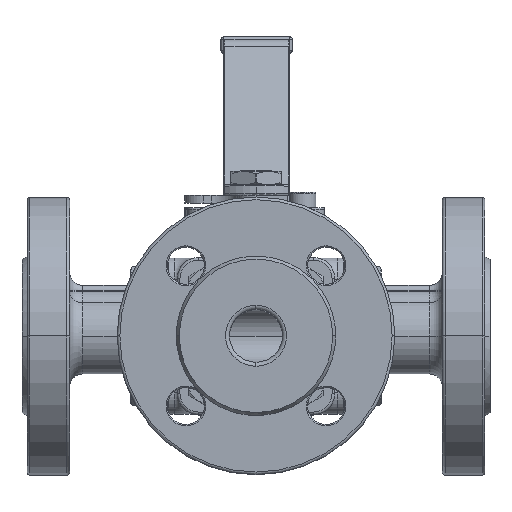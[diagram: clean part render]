
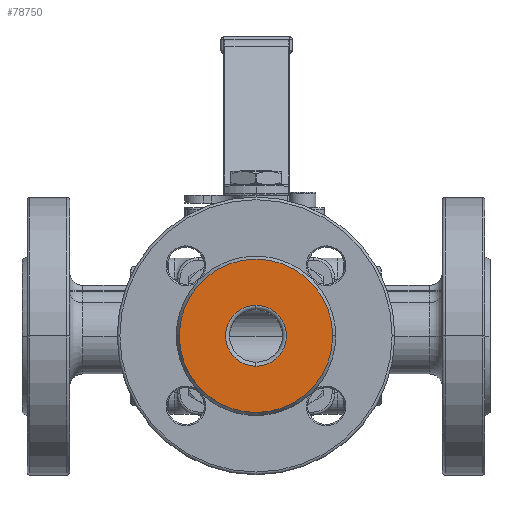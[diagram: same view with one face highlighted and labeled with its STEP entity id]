
A CAD part, top view. The second image highlights one B-rep face of the part: STEP entity #78750.
In plain terms, the highlighted planar face has unit normal (0, 0, 1).
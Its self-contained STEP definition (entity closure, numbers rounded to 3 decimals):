
#345 = FACE_BOUND ( 'NONE', #91062, .T. ) ;
#349 = FACE_OUTER_BOUND ( 'NONE', #61019, .T. ) ;
#993 = PLANE ( 'NONE',  #114474 ) ;
#1000 = CARTESIAN_POINT ( 'NONE',  ( 0., 0., 88.5 ) ) ;
#1001 = DIRECTION ( 'NONE',  ( 0., 0., -1. ) ) ;
#1002 = DIRECTION ( 'NONE',  ( -1., 0., 0. ) ) ;
#24869 = CARTESIAN_POINT ( 'NONE',  ( -29., 0., 88.5 ) ) ;
#35362 = VERTEX_POINT ( 'NONE', #24869 ) ;
#50011 = CARTESIAN_POINT ( 'NONE',  ( 0., 0., 88.5 ) ) ;
#50015 = DIRECTION ( 'NONE',  ( 0., 0., -1. ) ) ;
#50018 = DIRECTION ( 'NONE',  ( -1., 0., 0. ) ) ;
#50296 = CARTESIAN_POINT ( 'NONE',  ( 0., 0., 88.5 ) ) ;
#50299 = DIRECTION ( 'NONE',  ( 0., 0., -1. ) ) ;
#50301 = DIRECTION ( 'NONE',  ( 0., 1., 0. ) ) ;
#50830 = CARTESIAN_POINT ( 'NONE',  ( 0., 0., 88.5 ) ) ;
#50833 = DIRECTION ( 'NONE',  ( 0., 0., -1. ) ) ;
#50835 = DIRECTION ( 'NONE',  ( -1., 0., 0. ) ) ;
#52231 = CIRCLE ( 'NONE', #73650, 11.5 ) ;
#52362 = CIRCLE ( 'NONE', #73681, 29. ) ;
#54698 = CIRCLE ( 'NONE', #74128, 29. ) ;
#61019 = EDGE_LOOP ( 'NONE', ( #80435, #80436 ) ) ;
#73435 = AXIS2_PLACEMENT_3D ( 'NONE', #77689, #77691, #77693 ) ;
#73650 = AXIS2_PLACEMENT_3D ( 'NONE', #50296, #50299, #50301 ) ;
#73681 = AXIS2_PLACEMENT_3D ( 'NONE', #50830, #50833, #50835 ) ;
#74128 = AXIS2_PLACEMENT_3D ( 'NONE', #50011, #50015, #50018 ) ;
#75367 = CIRCLE ( 'NONE', #73435, 11.5 ) ;
#77680 = VERTEX_POINT ( 'NONE', #104131 ) ;
#77687 = VERTEX_POINT ( 'NONE', #104138 ) ;
#77689 = CARTESIAN_POINT ( 'NONE',  ( 0., 0., 88.5 ) ) ;
#77691 = DIRECTION ( 'NONE',  ( 0., 0., -1. ) ) ;
#77693 = DIRECTION ( 'NONE',  ( 0., 1., 0. ) ) ;
#77767 = VERTEX_POINT ( 'NONE', #104167 ) ;
#78750 = ADVANCED_FACE ( 'NONE', ( #345, #349 ), #993, .F. ) ;
#80433 = ORIENTED_EDGE ( 'NONE', *, *, #94684, .T. ) ;
#80434 = ORIENTED_EDGE ( 'NONE', *, *, #93034, .T. ) ;
#80435 = ORIENTED_EDGE ( 'NONE', *, *, #96032, .F. ) ;
#80436 = ORIENTED_EDGE ( 'NONE', *, *, #97702, .F. ) ;
#91062 = EDGE_LOOP ( 'NONE', ( #80433, #80434 ) ) ;
#93034 = EDGE_CURVE ( 'NONE', #77680, #77687, #75367, .T. ) ;
#94684 = EDGE_CURVE ( 'NONE', #77687, #77680, #52231, .T. ) ;
#96032 = EDGE_CURVE ( 'NONE', #35362, #77767, #52362, .T. ) ;
#97702 = EDGE_CURVE ( 'NONE', #77767, #35362, #54698, .T. ) ;
#104131 = CARTESIAN_POINT ( 'NONE',  ( 0., -11.5, 88.5 ) ) ;
#104138 = CARTESIAN_POINT ( 'NONE',  ( 0., 11.5, 88.5 ) ) ;
#104167 = CARTESIAN_POINT ( 'NONE',  ( 29., 0., 88.5 ) ) ;
#114474 = AXIS2_PLACEMENT_3D ( 'NONE', #1000, #1001, #1002 ) ;
